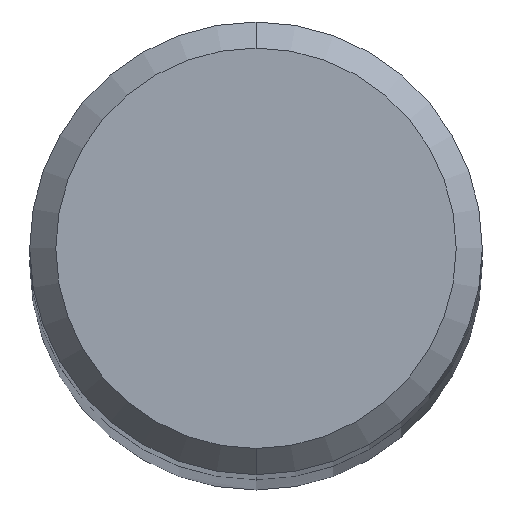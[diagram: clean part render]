
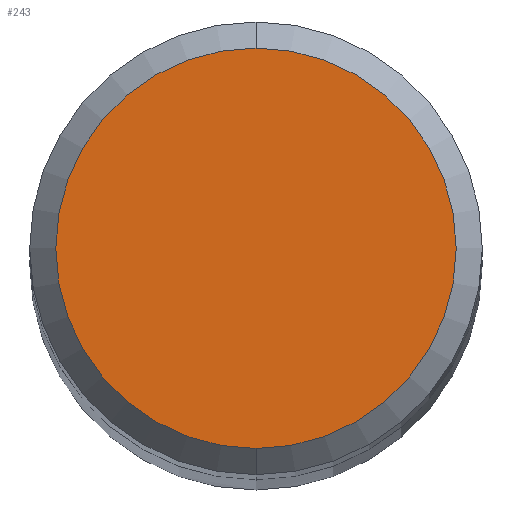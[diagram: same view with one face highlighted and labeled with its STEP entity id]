
A CAD part, top view. The second image highlights one B-rep face of the part: STEP entity #243.
In plain terms, the highlighted planar face has unit normal (0, 0, 1).
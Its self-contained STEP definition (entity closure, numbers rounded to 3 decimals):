
#187=VERTEX_POINT('',#447);
#209=EDGE_CURVE('',#187,#285,#469,.T.);
#243=ADVANCED_FACE('',(#506),#507,.T.);
#285=VERTEX_POINT('',#555);
#319=EDGE_CURVE('',#285,#187,#590,.T.);
#447=CARTESIAN_POINT('',(0.,-4.6,63.0));
#469=CIRCLE('',#789,4.6);
#506=FACE_OUTER_BOUND('',#893,.T.);
#507=PLANE('',#894);
#555=CARTESIAN_POINT('',(0.0,4.6,63.0));
#590=CIRCLE('',#1101,4.6);
#789=AXIS2_PLACEMENT_3D('',#1309,#1310,#1311);
#893=EDGE_LOOP('',(#1353,#1354));
#894=AXIS2_PLACEMENT_3D('',#1355,#1356,#1357);
#1101=AXIS2_PLACEMENT_3D('',#1453,#1454,#1455);
#1309=CARTESIAN_POINT('',(0.0,0.0,63.0));
#1310=DIRECTION('',(0.0,0.0,-1.0));
#1311=DIRECTION('',(0.0,1.0,0.0));
#1353=ORIENTED_EDGE('',*,*,#319,.F.);
#1354=ORIENTED_EDGE('',*,*,#209,.F.);
#1355=CARTESIAN_POINT('',(0.0,2.3,63.0));
#1356=DIRECTION('',(0.0,0.0,1.0));
#1357=DIRECTION('',(0.0,-1.0,0.0));
#1453=CARTESIAN_POINT('',(0.0,0.0,63.0));
#1454=DIRECTION('',(0.0,0.0,-1.0));
#1455=DIRECTION('',(0.0,1.0,0.0));
